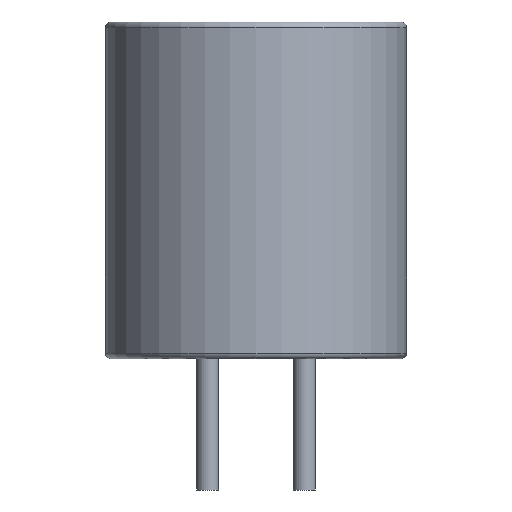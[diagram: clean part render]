
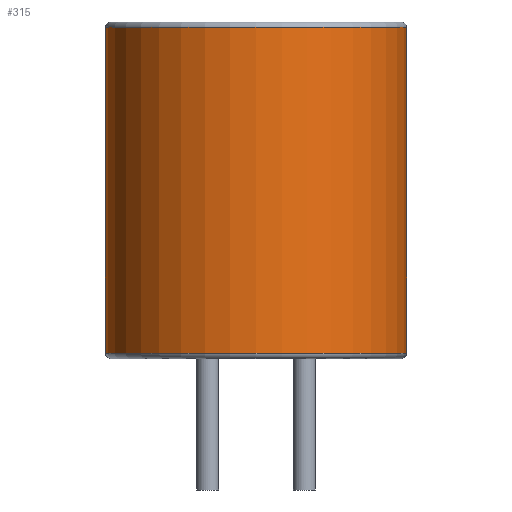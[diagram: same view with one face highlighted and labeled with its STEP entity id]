
A CAD part, front view. The second image highlights one B-rep face of the part: STEP entity #315.
In plain terms, the highlighted cylindrical face has radius 5.5 mm (diameter 11 mm), a full revolution.
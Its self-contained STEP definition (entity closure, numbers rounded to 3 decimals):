
#163 = FACE_OUTER_BOUND ( 'NONE', #5574, .T. ) ;
#315 = ADVANCED_FACE ( 'NONE', ( #5709, #163 ), #921, .T. ) ;
#351 = CARTESIAN_POINT ( 'NONE',  ( 0., 0., 12.1 ) ) ;
#703 = CARTESIAN_POINT ( 'NONE',  ( 0., 0., 0.2 ) ) ;
#770 = ORIENTED_EDGE ( 'NONE', *, *, #4699, .T. ) ;
#921 = CYLINDRICAL_SURFACE ( 'NONE', #3981, 5.5 ) ;
#931 = DIRECTION ( 'NONE',  ( 0., 0., -1. ) ) ;
#1162 = VERTEX_POINT ( 'NONE', #4010 ) ;
#2233 = DIRECTION ( 'NONE',  ( 0., 0., -1. ) ) ;
#2336 = CIRCLE ( 'NONE', #6042, 5.5 ) ;
#3491 = AXIS2_PLACEMENT_3D ( 'NONE', #351, #931, #3948 ) ;
#3626 = EDGE_CURVE ( 'NONE', #7421, #7421, #3776, .T. ) ;
#3776 = CIRCLE ( 'NONE', #3491, 5.5 ) ;
#3948 = DIRECTION ( 'NONE',  ( 1., 0., 0. ) ) ;
#3981 = AXIS2_PLACEMENT_3D ( 'NONE', #5426, #2233, #6494 ) ;
#4010 = CARTESIAN_POINT ( 'NONE',  ( 5.5, 0., 0.2 ) ) ;
#4622 = CARTESIAN_POINT ( 'NONE',  ( 5.5, 0., 12.1 ) ) ;
#4699 = EDGE_CURVE ( 'NONE', #1162, #1162, #2336, .T. ) ;
#4991 = DIRECTION ( 'NONE',  ( 0., 0., 1. ) ) ;
#5426 = CARTESIAN_POINT ( 'NONE',  ( 0., 0., 12.3 ) ) ;
#5574 = EDGE_LOOP ( 'NONE', ( #770 ) ) ;
#5586 = DIRECTION ( 'NONE',  ( 1., 0., 0. ) ) ;
#5587 = ORIENTED_EDGE ( 'NONE', *, *, #3626, .T. ) ;
#5630 = EDGE_LOOP ( 'NONE', ( #5587 ) ) ;
#5709 = FACE_OUTER_BOUND ( 'NONE', #5630, .T. ) ;
#6042 = AXIS2_PLACEMENT_3D ( 'NONE', #703, #4991, #5586 ) ;
#6494 = DIRECTION ( 'NONE',  ( -1., 0., 0. ) ) ;
#7421 = VERTEX_POINT ( 'NONE', #4622 ) ;
